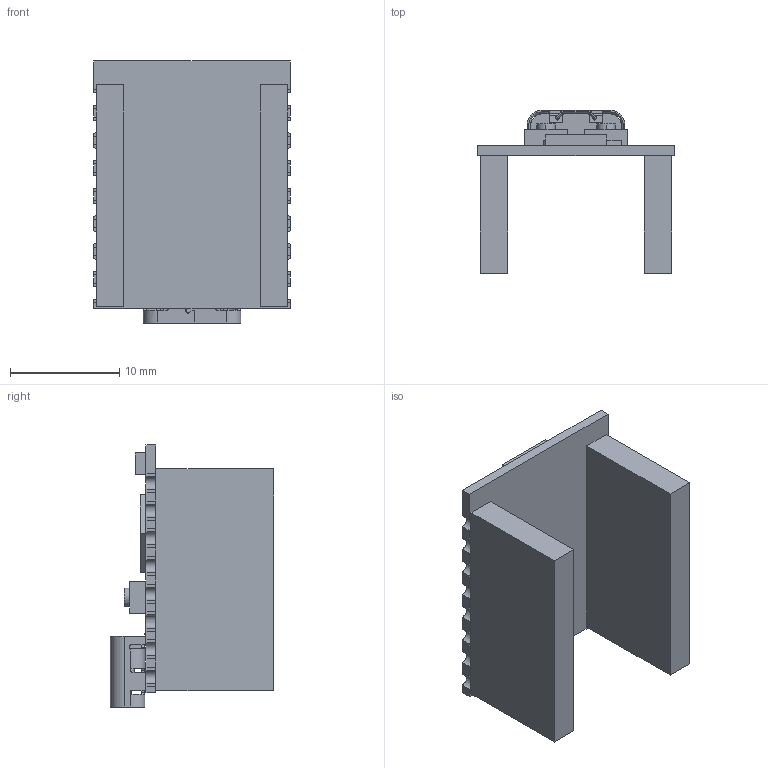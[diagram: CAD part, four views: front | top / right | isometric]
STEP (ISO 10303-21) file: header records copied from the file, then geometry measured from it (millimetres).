
FILE_DESCRIPTION(('FreeCAD Model'),'2;1');
FILE_NAME('Open CASCADE Shape Model','2025-12-09T16:55:55',('Author'),( ''),'Open CASCADE STEP processor 7.7','FreeCAD','Unknown');
FILE_SCHEMA(('AP242_MANAGED_MODEL_BASED_3D_ENGINEERING_MIM_LF. {1 0 10303 442 1 1 4 }'));
Length unit declared in the file: millimetre
Products named in the file (31): ESP32-C3 SuperMini; Board c3mini017; Board c3mini; Board c3mini001; Board c3mini002; Board c3mini003; Board c3mini004; Board c3mini005; Board c3mini006; Board c3mini007; Board c3mini008; Board c3mini009; Board c3mini010; Board c3mini011; Board c3mini012; Board c3mini013; Board c3mini014; Board c3mini015; Board c3mini018; Board c3mini016; USB C; components (other)^ESP32-C3 SuperMini007; components (other)^ESP32-C3 SuperMini; components (other)^ESP32-C3 SuperMini001; components (other)^ESP32-C3 SuperMini002; components (other)^ESP32-C3 SuperMini003; components (other)^ESP32-C3 SuperMini004; components (other)^ESP32-C3 SuperMini005; components (other)^ESP32-C3 SuperMini006; Body; Body001
Assembly tree (30 placements, depth 3):
  ESP32-C3 SuperMini
    Board c3mini017
      Board c3mini
      Board c3mini001
      Board c3mini002
      Board c3mini003
      Board c3mini004
      Board c3mini005
      Board c3mini006
      Board c3mini007
      Board c3mini008
      Board c3mini009
      Board c3mini010
      Board c3mini011
      Board c3mini012
      Board c3mini013
      Board c3mini014
      Board c3mini015
      Board c3mini018
      Board c3mini016
    USB C
    components (other)^ESP32-C3 SuperMini007
      components (other)^ESP32-C3 SuperMini
      components (other)^ESP32-C3 SuperMini001
      components (other)^ESP32-C3 SuperMini002
      components (other)^ESP32-C3 SuperMini003
      components (other)^ESP32-C3 SuperMini004
      components (other)^ESP32-C3 SuperMini005
      components (other)^ESP32-C3 SuperMini006
    Body
    Body001
Bounding box: 18 x 14.96 x 24 mm (x, y, z)
Volume: 1929.3 mm3; surface area: 3711.1 mm2
Topology: 28 solids, 28 shells, 1020 faces, 2861 edges, 1874 vertices
Faces by surface type: plane 717, cylinder 286, cone 13, bspline 4
Entity records: 35016 total; most frequent: CARTESIAN_POINT 6580, ORIENTED_EDGE 5722, DIRECTION 5396, EDGE_CURVE 2861, LINE 2176, VECTOR 2176, VERTEX_POINT 1874, AXIS2_PLACEMENT_3D 1610
